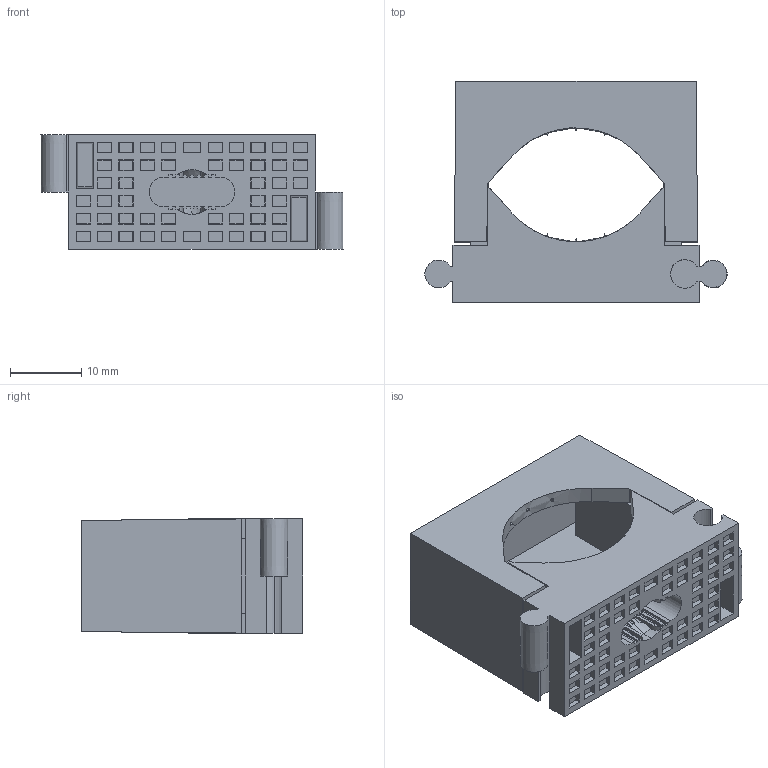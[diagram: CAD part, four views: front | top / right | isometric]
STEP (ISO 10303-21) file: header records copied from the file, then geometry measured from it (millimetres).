
FILE_DESCRIPTION (( 'STEP AP214' ), '1' );
FILE_NAME ('2250241.stp', '2016-08-08T11:09:15', ( '' ), ( '' ), 'SwSTEP 2.0', 'SolidWorks 2014', '' );
FILE_SCHEMA (( 'AUTOMOTIVE_DESIGN' ));
Length unit declared in the file: millimetre
Products named in the file (3): ES130-04-02_16-24 LGR 06514170; ES130-04-01_16-24 LGR 06514189; 2250241
Assembly tree (2 placements, depth 2):
  2250241
    ES130-04-01_16-24 LGR 06514189
    ES130-04-02_16-24 LGR 06514170
Bounding box: 42.38 x 31 x 16 mm (x, y, z)
Volume: 7435.3 mm3; surface area: 8986.9 mm2
Topology: 2 solids, 2 shells, 589 faces, 1596 edges, 1049 vertices
Faces by surface type: plane 478, cylinder 74, cone 37
Entity records: 18563 total; most frequent: CARTESIAN_POINT 4004, ORIENTED_EDGE 3144, DIRECTION 2689, EDGE_CURVE 1572, LINE 1349, VECTOR 1349, VERTEX_POINT 1049, AXIS2_PLACEMENT_3D 670
